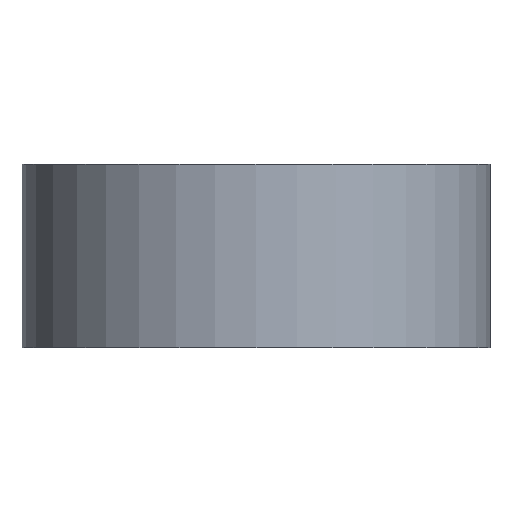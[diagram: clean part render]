
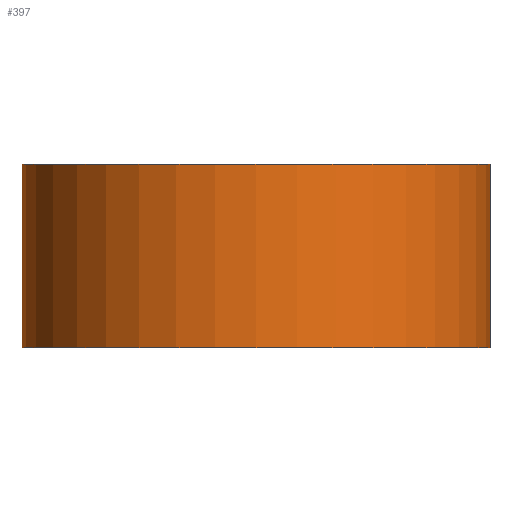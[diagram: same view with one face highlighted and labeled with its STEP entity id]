
A CAD part, front view. The second image highlights one B-rep face of the part: STEP entity #397.
In plain terms, the highlighted cylindrical face has radius 6.35 mm (diameter 12.7 mm), a partial arc.
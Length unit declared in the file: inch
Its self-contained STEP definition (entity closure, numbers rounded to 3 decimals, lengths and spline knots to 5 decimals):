
#2 = DIRECTION ( 'NONE',  ( -1., 0., 0. ) ) ;
#5 = AXIS2_PLACEMENT_3D ( 'NONE', #207, #505, #2 ) ;
#35 = LINE ( 'NONE', #332, #193 ) ;
#47 = AXIS2_PLACEMENT_3D ( 'NONE', #263, #437, #59 ) ;
#59 = DIRECTION ( 'NONE',  ( -1., 0., 0. ) ) ;
#73 = CARTESIAN_POINT ( 'NONE',  ( -0.25, 0., -1.20482 ) ) ;
#91 = ORIENTED_EDGE ( 'NONE', *, *, #445, .T. ) ;
#98 = VERTEX_POINT ( 'NONE', #198 ) ;
#99 = CARTESIAN_POINT ( 'NONE',  ( 0.25, 0., 0.098 ) ) ;
#123 = CYLINDRICAL_SURFACE ( 'NONE', #5, 0.25 ) ;
#132 = ORIENTED_EDGE ( 'NONE', *, *, #385, .T. ) ;
#161 = EDGE_CURVE ( 'NONE', #443, #98, #35, .T. ) ;
#171 = ORIENTED_EDGE ( 'NONE', *, *, #330, .T. ) ;
#176 = CIRCLE ( 'NONE', #321, 0.25 ) ;
#189 = LINE ( 'NONE', #73, #428 ) ;
#193 = VECTOR ( 'NONE', #467, 39.37008 ) ;
#198 = CARTESIAN_POINT ( 'NONE',  ( 0.25, 0., -0.098 ) ) ;
#200 = FACE_OUTER_BOUND ( 'NONE', #481, .T. ) ;
#207 = CARTESIAN_POINT ( 'NONE',  ( 0., 0., -1.20482 ) ) ;
#210 = VERTEX_POINT ( 'NONE', #344 ) ;
#222 = CARTESIAN_POINT ( 'NONE',  ( -0.25, 0., 0.098 ) ) ;
#263 = CARTESIAN_POINT ( 'NONE',  ( 0., 0., -0.098 ) ) ;
#311 = CIRCLE ( 'NONE', #47, 0.25 ) ;
#321 = AXIS2_PLACEMENT_3D ( 'NONE', #371, #503, #466 ) ;
#330 = EDGE_CURVE ( 'NONE', #438, #210, #189, .T. ) ;
#332 = CARTESIAN_POINT ( 'NONE',  ( 0.25, 0., -1.20482 ) ) ;
#344 = CARTESIAN_POINT ( 'NONE',  ( -0.25, 0., -0.098 ) ) ;
#353 = DIRECTION ( 'NONE',  ( 0., 0., -1. ) ) ;
#371 = CARTESIAN_POINT ( 'NONE',  ( 0., 0., 0.098 ) ) ;
#385 = EDGE_CURVE ( 'NONE', #443, #438, #176, .T. ) ;
#397 = ADVANCED_FACE ( 'NONE', ( #200 ), #123, .T. ) ;
#428 = VECTOR ( 'NONE', #353, 39.37008 ) ;
#437 = DIRECTION ( 'NONE',  ( 0., 0., 1. ) ) ;
#438 = VERTEX_POINT ( 'NONE', #222 ) ;
#443 = VERTEX_POINT ( 'NONE', #99 ) ;
#445 = EDGE_CURVE ( 'NONE', #210, #98, #311, .T. ) ;
#466 = DIRECTION ( 'NONE',  ( -1., 0., 0. ) ) ;
#467 = DIRECTION ( 'NONE',  ( 0., 0., -1. ) ) ;
#477 = ORIENTED_EDGE ( 'NONE', *, *, #161, .F. ) ;
#481 = EDGE_LOOP ( 'NONE', ( #477, #132, #171, #91 ) ) ;
#503 = DIRECTION ( 'NONE',  ( 0., 0., -1. ) ) ;
#505 = DIRECTION ( 'NONE',  ( 0., 0., -1. ) ) ;
